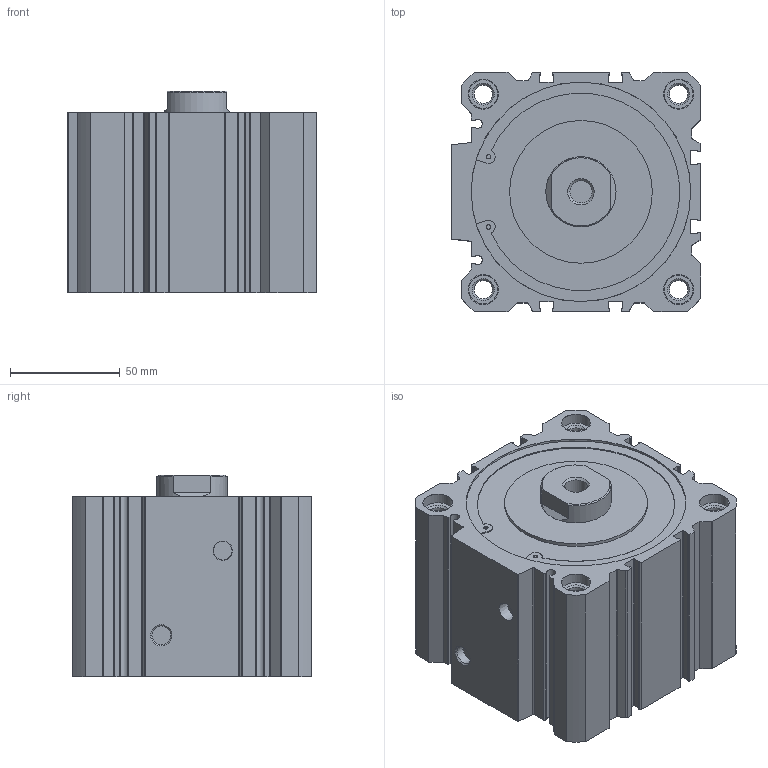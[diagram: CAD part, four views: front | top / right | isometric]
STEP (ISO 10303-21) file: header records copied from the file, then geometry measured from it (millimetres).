
FILE_DESCRIPTION(/* description */ (''),/* implementation_level */ '2;1');
FILE_NAME(/* name */ 'sfs_100-15.stp',/* time_stamp */ '2018-07-12T14:04:25+02:00',/* author */ ('leitheußer'),/* organization */ (''),/* preprocessor_version */ 'ST-DEVELOPER v15.6',/* originating_system */ 'Autodesk Inventor LT ',/* authorisation */ '');
FILE_SCHEMA (('AUTOMOTIVE_DESIGN { 1 0 10303 214 3 1 1 }'));
Length unit declared in the file: millimetre
Products named in the file (1): sfs_100-15
Bounding box: 113.5 x 109 x 92 mm (x, y, z)
Volume: 812441.8 mm3; surface area: 132933.5 mm2
Topology: 2 solids, 2 shells, 260 faces, 695 edges, 457 vertices
Faces by surface type: plane 119, cylinder 119, cone 22
Full cylindrical faces by diameter (mm): 2 x2, 8.376 x4, 8.566 x1, 10.106 x1, 13.7 x8, 32 x2, 65 x1, 100 x3
Entity records: 7987 total; most frequent: DIRECTION 1434, CARTESIAN_POINT 1379, ORIENTED_EDGE 1302, EDGE_CURVE 651, AXIS2_PLACEMENT_3D 526, VERTEX_POINT 455, LINE 382, VECTOR 382
